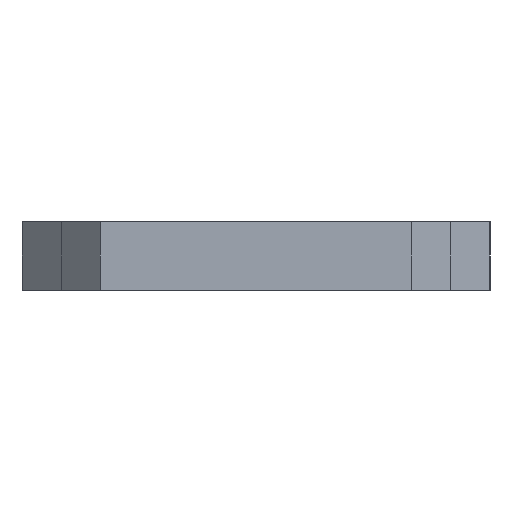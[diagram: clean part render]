
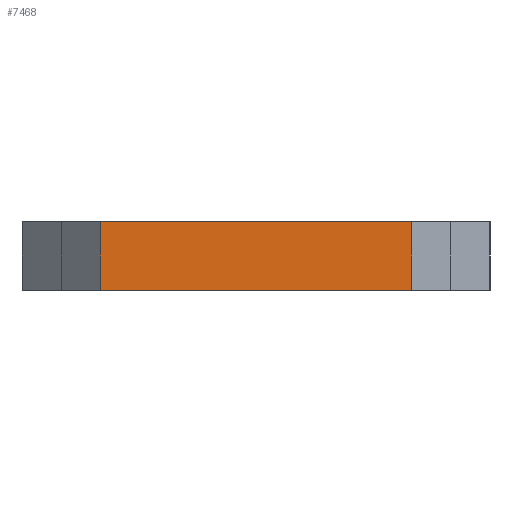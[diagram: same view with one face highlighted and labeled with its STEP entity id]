
A CAD part, left-side view. The second image highlights one B-rep face of the part: STEP entity #7468.
In plain terms, the highlighted planar face has unit normal (-1, 0, 0).
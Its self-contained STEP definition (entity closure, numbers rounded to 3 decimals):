
#725=FACE_OUTER_BOUND('',#1165,.T.);
#1165=EDGE_LOOP('',(#6470,#6471,#6472,#6473));
#1824=LINE('',#11216,#2463);
#2295=LINE('',#12697,#2934);
#2296=LINE('',#12700,#2935);
#2297=LINE('',#12701,#2936);
#2463=VECTOR('',#8835,10.);
#2934=VECTOR('',#10510,10.);
#2935=VECTOR('',#10513,10.);
#2936=VECTOR('',#10514,10.);
#3270=VERTEX_POINT('',#11213);
#3271=VERTEX_POINT('',#11215);
#3679=VERTEX_POINT('',#12695);
#3680=VERTEX_POINT('',#12699);
#3988=EDGE_CURVE('',#3270,#3271,#1824,.T.);
#4729=EDGE_CURVE('',#3270,#3679,#2295,.T.);
#4730=EDGE_CURVE('',#3680,#3679,#2296,.T.);
#4731=EDGE_CURVE('',#3271,#3680,#2297,.T.);
#6470=ORIENTED_EDGE('',*,*,#4729,.T.);
#6471=ORIENTED_EDGE('',*,*,#4730,.F.);
#6472=ORIENTED_EDGE('',*,*,#4731,.F.);
#6473=ORIENTED_EDGE('',*,*,#3988,.F.);
#7079=PLANE('',#8297);
#7468=ADVANCED_FACE('',(#725),#7079,.T.);
#8297=AXIS2_PLACEMENT_3D('',#12698,#10511,#10512);
#8835=DIRECTION('',(0.,1.,0.));
#10510=DIRECTION('',(0.,0.,1.));
#10511=DIRECTION('center_axis',(-1.,0.,0.));
#10512=DIRECTION('ref_axis',(0.,-1.,0.));
#10513=DIRECTION('',(0.,-1.,0.));
#10514=DIRECTION('',(0.,0.,1.));
#11213=CARTESIAN_POINT('',(-576.,7.731,-2.5));
#11215=CARTESIAN_POINT('',(-576.,47.73,-2.5));
#11216=CARTESIAN_POINT('',(-576.,7.731,-2.5));
#12695=CARTESIAN_POINT('',(-576.,7.731,6.25));
#12697=CARTESIAN_POINT('',(-576.,7.731,0.));
#12698=CARTESIAN_POINT('Origin',(-576.,47.73,0.));
#12699=CARTESIAN_POINT('',(-576.,47.73,6.25));
#12700=CARTESIAN_POINT('',(-576.,7.731,6.25));
#12701=CARTESIAN_POINT('',(-576.,47.73,0.));
